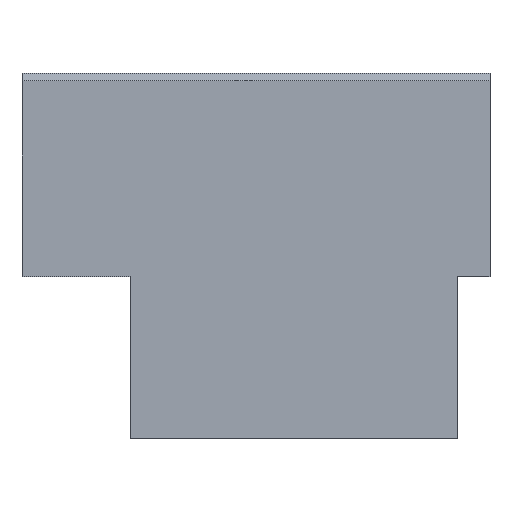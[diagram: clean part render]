
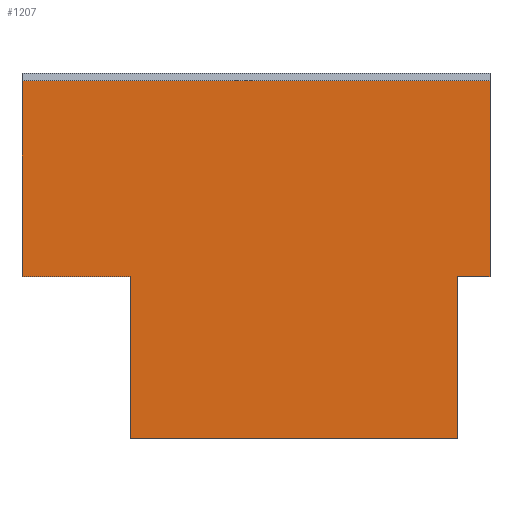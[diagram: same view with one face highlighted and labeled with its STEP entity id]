
A CAD part, left-side view. The second image highlights one B-rep face of the part: STEP entity #1207.
In plain terms, the highlighted planar face has unit normal (-1, 0, 0).
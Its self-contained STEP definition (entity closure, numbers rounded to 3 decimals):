
#555 = VERTEX_POINT('',#556);
#556 = CARTESIAN_POINT('',(-28.2,9.,-73.2));
#562 = EDGE_CURVE('',#555,#563,#565,.T.);
#563 = VERTEX_POINT('',#564);
#564 = CARTESIAN_POINT('',(-28.2,100.,-73.2));
#565 = LINE('',#566,#567);
#566 = CARTESIAN_POINT('',(-28.2,9.,-73.2));
#567 = VECTOR('',#568,1.);
#568 = DIRECTION('',(0.,1.,0.));
#1167 = VERTEX_POINT('',#1168);
#1168 = CARTESIAN_POINT('',(-28.2,9.,-28.2));
#1174 = EDGE_CURVE('',#1167,#555,#1175,.T.);
#1175 = LINE('',#1176,#1177);
#1176 = CARTESIAN_POINT('',(-28.2,9.,-28.2));
#1177 = VECTOR('',#1178,1.);
#1178 = DIRECTION('',(0.,0.,-1.));
#1207 = ADVANCED_FACE('',(#1208),#1258,.T.);
#1208 = FACE_BOUND('',#1209,.T.);
#1209 = EDGE_LOOP('',(#1210,#1220,#1228,#1236,#1242,#1243,#1244,#1252));
#1210 = ORIENTED_EDGE('',*,*,#1211,.T.);
#1211 = EDGE_CURVE('',#1212,#1214,#1216,.T.);
#1212 = VERTEX_POINT('',#1213);
#1213 = CARTESIAN_POINT('',(-28.2,0.,26.2));
#1214 = VERTEX_POINT('',#1215);
#1215 = CARTESIAN_POINT('',(-28.2,130.,26.2));
#1216 = LINE('',#1217,#1218);
#1217 = CARTESIAN_POINT('',(-28.2,0.,26.2));
#1218 = VECTOR('',#1219,1.);
#1219 = DIRECTION('',(0.,1.,0.));
#1220 = ORIENTED_EDGE('',*,*,#1221,.F.);
#1221 = EDGE_CURVE('',#1222,#1214,#1224,.T.);
#1222 = VERTEX_POINT('',#1223);
#1223 = CARTESIAN_POINT('',(-28.2,130.,-28.2));
#1224 = LINE('',#1225,#1226);
#1225 = CARTESIAN_POINT('',(-28.2,130.,-28.2));
#1226 = VECTOR('',#1227,1.);
#1227 = DIRECTION('',(0.,0.,1.));
#1228 = ORIENTED_EDGE('',*,*,#1229,.F.);
#1229 = EDGE_CURVE('',#1230,#1222,#1232,.T.);
#1230 = VERTEX_POINT('',#1231);
#1231 = CARTESIAN_POINT('',(-28.2,100.,-28.2));
#1232 = LINE('',#1233,#1234);
#1233 = CARTESIAN_POINT('',(-28.2,100.,-28.2));
#1234 = VECTOR('',#1235,1.);
#1235 = DIRECTION('',(0.,1.,0.));
#1236 = ORIENTED_EDGE('',*,*,#1237,.T.);
#1237 = EDGE_CURVE('',#1230,#563,#1238,.T.);
#1238 = LINE('',#1239,#1240);
#1239 = CARTESIAN_POINT('',(-28.2,100.,-28.2));
#1240 = VECTOR('',#1241,1.);
#1241 = DIRECTION('',(0.,0.,-1.));
#1242 = ORIENTED_EDGE('',*,*,#562,.F.);
#1243 = ORIENTED_EDGE('',*,*,#1174,.F.);
#1244 = ORIENTED_EDGE('',*,*,#1245,.F.);
#1245 = EDGE_CURVE('',#1246,#1167,#1248,.T.);
#1246 = VERTEX_POINT('',#1247);
#1247 = CARTESIAN_POINT('',(-28.2,0.,-28.2));
#1248 = LINE('',#1249,#1250);
#1249 = CARTESIAN_POINT('',(-28.2,0.,-28.2));
#1250 = VECTOR('',#1251,1.);
#1251 = DIRECTION('',(0.,1.,0.));
#1252 = ORIENTED_EDGE('',*,*,#1253,.T.);
#1253 = EDGE_CURVE('',#1246,#1212,#1254,.T.);
#1254 = LINE('',#1255,#1256);
#1255 = CARTESIAN_POINT('',(-28.2,0.,-28.2));
#1256 = VECTOR('',#1257,1.);
#1257 = DIRECTION('',(0.,0.,1.));
#1258 = PLANE('',#1259);
#1259 = AXIS2_PLACEMENT_3D('',#1260,#1261,#1262);
#1260 = CARTESIAN_POINT('',(-28.2,0.,-28.2));
#1261 = DIRECTION('',(-1.,0.,0.));
#1262 = DIRECTION('',(0.,0.,1.));
